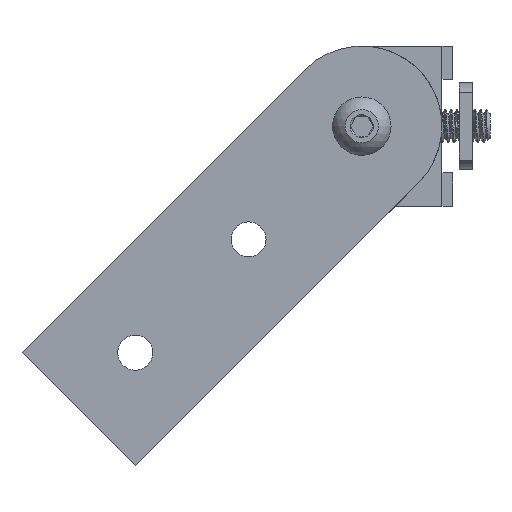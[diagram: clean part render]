
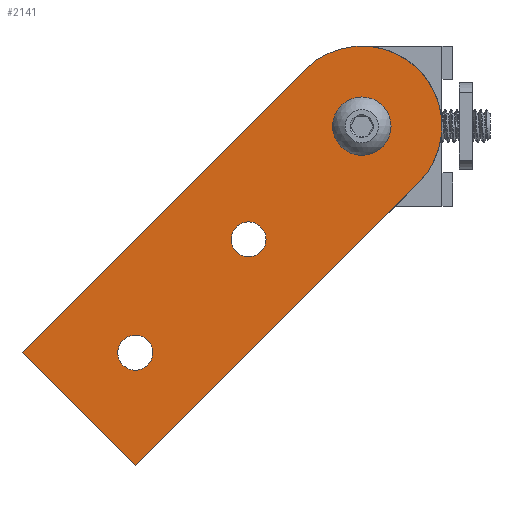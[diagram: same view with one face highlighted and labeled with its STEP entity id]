
A CAD part, left-side view. The second image highlights one B-rep face of the part: STEP entity #2141.
In plain terms, the highlighted planar face has unit normal (-1, 0, 0).
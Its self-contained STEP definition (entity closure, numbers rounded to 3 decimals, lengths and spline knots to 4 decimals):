
#246=LINE('',#40574,#392);
#247=LINE('',#40576,#393);
#248=LINE('',#40577,#394);
#392=VECTOR('',#2778,3.75);
#393=VECTOR('',#2779,1.5);
#394=VECTOR('',#2780,3.75);
#497=FACE_BOUND('',#749,.T.);
#498=FACE_BOUND('',#750,.T.);
#499=FACE_BOUND('',#751,.T.);
#593=FACE_OUTER_BOUND('',#748,.T.);
#748=EDGE_LOOP('',(#1820,#1821,#1822,#1823));
#749=EDGE_LOOP('',(#1824));
#750=EDGE_LOOP('',(#1825));
#751=EDGE_LOOP('',(#1826));
#829=CIRCLE('',#2290,0.75);
#849=CIRCLE('',#2341,0.164);
#850=CIRCLE('',#2343,0.164);
#851=CIRCLE('',#2344,0.2735);
#987=VERTEX_POINT('',#40385);
#988=VERTEX_POINT('',#40387);
#1026=VERTEX_POINT('',#40569);
#1027=VERTEX_POINT('',#40573);
#1028=VERTEX_POINT('',#40575);
#1029=VERTEX_POINT('',#40578);
#1030=VERTEX_POINT('',#40580);
#1230=EDGE_CURVE('',#988,#987,#829,.T.);
#1298=EDGE_CURVE('',#1026,#1026,#849,.T.);
#1300=EDGE_CURVE('',#987,#1027,#246,.T.);
#1301=EDGE_CURVE('',#1027,#1028,#247,.T.);
#1302=EDGE_CURVE('',#1028,#988,#248,.T.);
#1303=EDGE_CURVE('',#1029,#1029,#850,.T.);
#1304=EDGE_CURVE('',#1030,#1030,#851,.T.);
#1820=ORIENTED_EDGE('',*,*,#1230,.T.);
#1821=ORIENTED_EDGE('',*,*,#1300,.T.);
#1822=ORIENTED_EDGE('',*,*,#1301,.T.);
#1823=ORIENTED_EDGE('',*,*,#1302,.T.);
#1824=ORIENTED_EDGE('',*,*,#1298,.T.);
#1825=ORIENTED_EDGE('',*,*,#1303,.T.);
#1826=ORIENTED_EDGE('',*,*,#1304,.F.);
#2023=PLANE('',#2342);
#2141=ADVANCED_FACE('',(#593,#497,#498,#499),#2023,.F.);
#2290=AXIS2_PLACEMENT_3D('',#40388,#2630,#2631);
#2341=AXIS2_PLACEMENT_3D('',#40570,#2773,#2774);
#2342=AXIS2_PLACEMENT_3D('',#40572,#2776,#2777);
#2343=AXIS2_PLACEMENT_3D('',#40579,#2781,#2782);
#2344=AXIS2_PLACEMENT_3D('',#40581,#2783,#2784);
#2630=DIRECTION('center_axis',(-1.,0.,0.));
#2631=DIRECTION('ref_axis',(0.,-0.707,-0.707));
#2773=DIRECTION('center_axis',(1.,0.,0.));
#2774=DIRECTION('ref_axis',(0.,0.,-1.));
#2776=DIRECTION('center_axis',(1.,0.,0.));
#2777=DIRECTION('ref_axis',(0.,0.,-1.));
#2778=DIRECTION('',(0.,0.707,-0.707));
#2779=DIRECTION('',(0.,-0.707,-0.707));
#2780=DIRECTION('',(0.,-0.707,0.707));
#2781=DIRECTION('center_axis',(1.,0.,0.));
#2782=DIRECTION('ref_axis',(0.,0.,-1.));
#2783=DIRECTION('center_axis',(-1.,0.,0.));
#2784=DIRECTION('ref_axis',(0.,0.,-1.));
#40385=CARTESIAN_POINT('',(-1.,1.2803,0.5303));
#40387=CARTESIAN_POINT('',(-1.,0.2197,-0.5303));
#40388=CARTESIAN_POINT('Origin',(-1.,0.75,0.));
#40569=CARTESIAN_POINT('',(-1.,1.8107,-0.8967));
#40570=CARTESIAN_POINT('Origin',(-1.,1.8107,-1.0607));
#40572=CARTESIAN_POINT('Origin',(-1.,0.75,0.));
#40573=CARTESIAN_POINT('',(-1.,3.932,-2.1213));
#40574=CARTESIAN_POINT('',(-1.,1.2803,0.5303));
#40575=CARTESIAN_POINT('',(-1.,2.8713,-3.182));
#40576=CARTESIAN_POINT('',(-1.,3.932,-2.1213));
#40577=CARTESIAN_POINT('',(-1.,2.8713,-3.182));
#40578=CARTESIAN_POINT('',(-1.,2.8713,-1.9573));
#40579=CARTESIAN_POINT('Origin',(-1.,2.8713,-2.1213));
#40580=CARTESIAN_POINT('',(-1.,0.75,-0.2735));
#40581=CARTESIAN_POINT('Origin',(-1.,0.75,0.));
